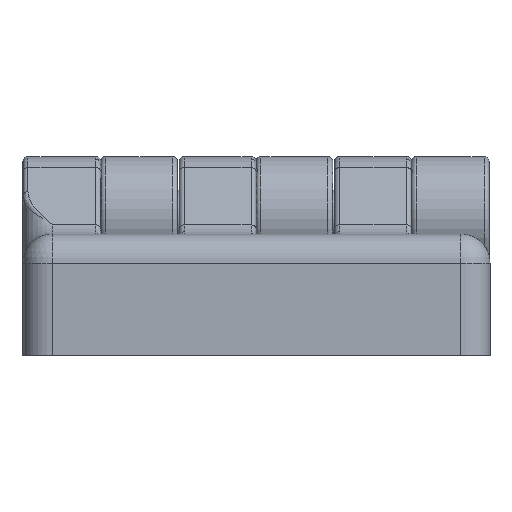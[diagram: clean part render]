
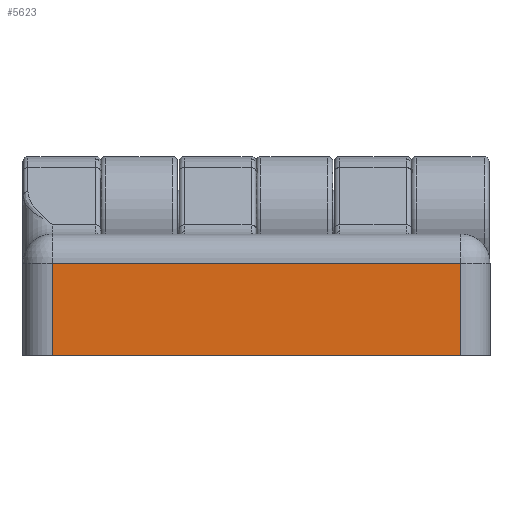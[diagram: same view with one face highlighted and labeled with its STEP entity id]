
A CAD part, front view. The second image highlights one B-rep face of the part: STEP entity #5623.
In plain terms, the highlighted planar face has unit normal (0, -1, 0).
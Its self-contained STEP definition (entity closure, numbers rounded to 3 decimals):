
#725=ORIENTED_EDGE('',*,*,#1815,.T.);
#726=ORIENTED_EDGE('',*,*,#1769,.T.);
#727=ORIENTED_EDGE('',*,*,#1813,.T.);
#728=ORIENTED_EDGE('',*,*,#1816,.F.);
#1769=EDGE_CURVE('',#2294,#2292,#2689,.T.);
#1813=EDGE_CURVE('',#2292,#2361,#2711,.T.);
#1815=EDGE_CURVE('',#2362,#2294,#2712,.F.);
#1816=EDGE_CURVE('',#2362,#2361,#2713,.T.);
#2292=VERTEX_POINT('',#7776);
#2294=VERTEX_POINT('',#7781);
#2361=VERTEX_POINT('',#8002);
#2362=VERTEX_POINT('',#8006);
#2689=LINE('',#7911,#2983);
#2711=LINE('',#8001,#3005);
#2712=LINE('',#8005,#3006);
#2713=LINE('',#8007,#3007);
#2983=VECTOR('',#6563,1000.);
#3005=VECTOR('',#6659,1000.);
#3006=VECTOR('',#6664,1000.);
#3007=VECTOR('',#6665,1000.);
#3270=EDGE_LOOP('',(#725,#726,#727,#728));
#3550=FACE_BOUND('',#3270,.T.);
#3794=PLANE('',#5940);
#5623=ADVANCED_FACE('',(#3550),#3794,.T.);
#5940=AXIS2_PLACEMENT_3D('',#8004,#6662,#6663);
#6563=DIRECTION('',(-1.,0.,0.));
#6659=DIRECTION('',(0.,0.,-1.));
#6662=DIRECTION('',(0.,-1.,0.));
#6663=DIRECTION('',(0.,0.,-1.));
#6664=DIRECTION('',(0.,0.,-1.));
#6665=DIRECTION('',(-1.,0.,0.));
#7776=CARTESIAN_POINT('',(-21.05,-8.5,9.5));
#7781=CARTESIAN_POINT('',(21.05,-8.5,9.5));
#7911=CARTESIAN_POINT('',(-21.05,-8.5,9.5));
#8001=CARTESIAN_POINT('',(-21.05,-8.5,12.5));
#8002=CARTESIAN_POINT('',(-21.05,-8.5,0.));
#8004=CARTESIAN_POINT('',(24.05,-8.5,12.5));
#8005=CARTESIAN_POINT('',(21.05,-8.5,12.5));
#8006=CARTESIAN_POINT('',(21.05,-8.5,0.));
#8007=CARTESIAN_POINT('',(24.05,-8.5,0.));
